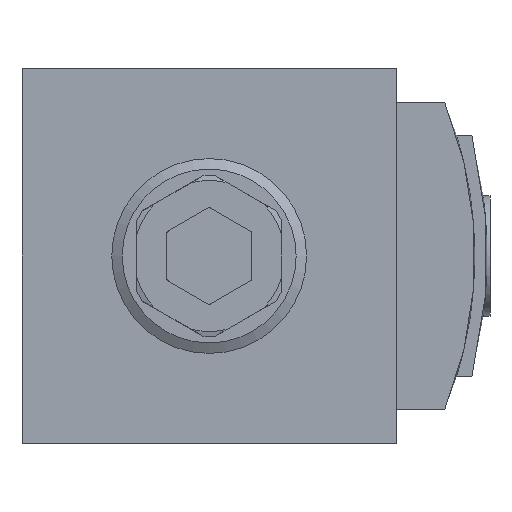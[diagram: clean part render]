
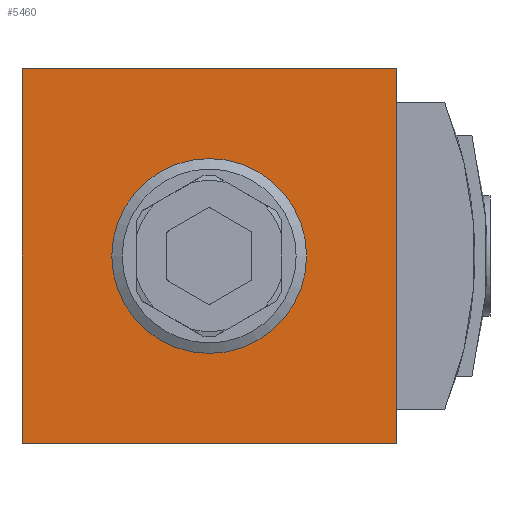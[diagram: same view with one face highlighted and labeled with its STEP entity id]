
A CAD part, front view. The second image highlights one B-rep face of the part: STEP entity #5460.
In plain terms, the highlighted planar face has unit normal (0, -1, 0).
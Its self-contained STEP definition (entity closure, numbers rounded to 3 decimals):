
#82=PLANE('',#5739);
#268=LINE('',#7152,#692);
#346=LINE('',#7362,#770);
#355=LINE('',#7379,#779);
#420=LINE('',#7531,#844);
#692=VECTOR('',#6023,1000.);
#770=VECTOR('',#6171,1000.);
#779=VECTOR('',#6182,1000.);
#844=VECTOR('',#6305,1000.);
#1408=ORIENTED_EDGE('',*,*,#2481,.F.);
#1409=ORIENTED_EDGE('',*,*,#2270,.F.);
#1410=ORIENTED_EDGE('',*,*,#2371,.F.);
#1411=ORIENTED_EDGE('',*,*,#2380,.F.);
#1412=ORIENTED_EDGE('',*,*,#2461,.F.);
#2270=EDGE_CURVE('',#2843,#2844,#268,.T.);
#2371=EDGE_CURVE('',#2922,#2843,#346,.T.);
#2380=EDGE_CURVE('',#2929,#2922,#355,.T.);
#2461=EDGE_CURVE('',#2844,#2929,#420,.T.);
#2481=EDGE_CURVE('',#2998,#2998,#3248,.F.);
#2843=VERTEX_POINT('',#7151);
#2844=VERTEX_POINT('',#7153);
#2922=VERTEX_POINT('',#7361);
#2929=VERTEX_POINT('',#7378);
#2998=VERTEX_POINT('',#7570);
#3248=CIRCLE('',#5740,16.132);
#3371=EDGE_LOOP('',(#1408));
#3372=EDGE_LOOP('',(#1409,#1410,#1411,#1412));
#3635=FACE_BOUND('',#3371,.T.);
#3636=FACE_BOUND('',#3372,.T.);
#5460=ADVANCED_FACE('',(#3635,#3636),#82,.F.);
#5739=AXIS2_PLACEMENT_3D('',#7568,#6343,#6344);
#5740=AXIS2_PLACEMENT_3D('',#7569,#6345,#6346);
#6023=DIRECTION('',(0.,0.,1.));
#6171=DIRECTION('',(-1.,0.,0.));
#6182=DIRECTION('',(0.,0.,-1.));
#6305=DIRECTION('',(1.,0.,0.));
#6343=DIRECTION('',(0.,1.,0.));
#6344=DIRECTION('',(0.,0.,1.));
#6345=DIRECTION('',(0.,1.,0.));
#6346=DIRECTION('',(0.,0.,1.));
#7151=CARTESIAN_POINT('',(-31.,-45.,-31.));
#7152=CARTESIAN_POINT('',(-31.,-45.,-31.));
#7153=CARTESIAN_POINT('',(-31.,-45.,31.));
#7361=CARTESIAN_POINT('',(31.,-45.,-31.));
#7362=CARTESIAN_POINT('',(31.,-45.,-31.));
#7378=CARTESIAN_POINT('',(31.,-45.,31.));
#7379=CARTESIAN_POINT('',(31.,-45.,31.));
#7531=CARTESIAN_POINT('',(-31.,-45.,31.));
#7568=CARTESIAN_POINT('',(0.,-45.,0.));
#7569=CARTESIAN_POINT('',(0.,-45.,0.));
#7570=CARTESIAN_POINT('',(0.,-45.,16.132));
